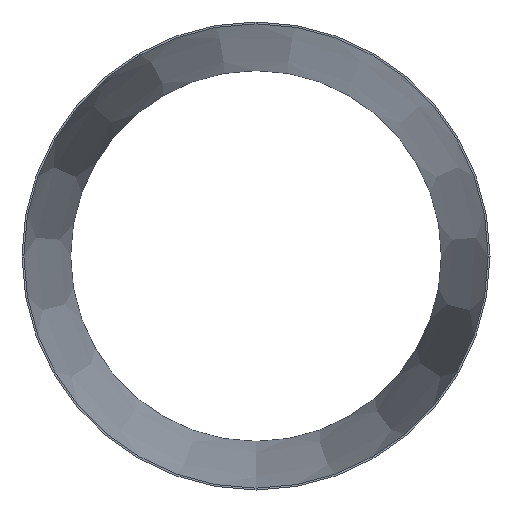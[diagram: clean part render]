
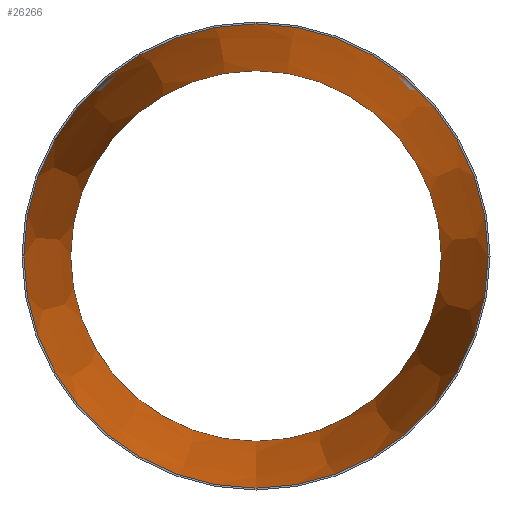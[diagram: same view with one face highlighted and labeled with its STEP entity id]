
A CAD part, front view. The second image highlights one B-rep face of the part: STEP entity #26266.
In plain terms, the highlighted conical face has half-angle 5.711 degrees and reference radius 251.99 mm.
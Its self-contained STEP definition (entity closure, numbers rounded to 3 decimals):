
#6434 = DIRECTION ( 'NONE',  ( 0., -1., 0. ) ) ;
#6637 = FACE_BOUND ( 'NONE', #27985, .T. ) ;
#7559 = CIRCLE ( 'NONE', #20848, 201.19 ) ;
#9133 = VERTEX_POINT ( 'NONE', #17178 ) ;
#11641 = CIRCLE ( 'NONE', #14015, 251.99 ) ;
#14015 = AXIS2_PLACEMENT_3D ( 'NONE', #24992, #16918, #43231 ) ;
#14653 = DIRECTION ( 'NONE',  ( 0., 0., -1. ) ) ;
#16674 = CARTESIAN_POINT ( 'NONE',  ( 0., 508., 0. ) ) ;
#16719 = EDGE_CURVE ( 'NONE', #9133, #9133, #7559, .T. ) ;
#16918 = DIRECTION ( 'NONE',  ( 0., -1., 0. ) ) ;
#17178 = CARTESIAN_POINT ( 'NONE',  ( 0., 508., -201.19 ) ) ;
#17674 = EDGE_LOOP ( 'NONE', ( #30063 ) ) ;
#20848 = AXIS2_PLACEMENT_3D ( 'NONE', #16674, #6434, #21309 ) ;
#21309 = DIRECTION ( 'NONE',  ( 0., 0., -1. ) ) ;
#24992 = CARTESIAN_POINT ( 'NONE',  ( 0., 0., 0. ) ) ;
#25877 = DIRECTION ( 'NONE',  ( 0., -1., 0. ) ) ;
#26266 = ADVANCED_FACE ( 'NONE', ( #6637, #40246 ), #46634, .F. ) ;
#27804 = EDGE_CURVE ( 'NONE', #39347, #39347, #11641, .T. ) ;
#27985 = EDGE_LOOP ( 'NONE', ( #39801 ) ) ;
#27999 = AXIS2_PLACEMENT_3D ( 'NONE', #32239, #25877, #14653 ) ;
#30063 = ORIENTED_EDGE ( 'NONE', *, *, #27804, .T. ) ;
#32239 = CARTESIAN_POINT ( 'NONE',  ( 0., 0., 0. ) ) ;
#39347 = VERTEX_POINT ( 'NONE', #39594 ) ;
#39594 = CARTESIAN_POINT ( 'NONE',  ( 0., 0., -251.99 ) ) ;
#39801 = ORIENTED_EDGE ( 'NONE', *, *, #16719, .F. ) ;
#40246 = FACE_OUTER_BOUND ( 'NONE', #17674, .T. ) ;
#43231 = DIRECTION ( 'NONE',  ( 0., 0., -1. ) ) ;
#46634 = CONICAL_SURFACE ( 'NONE', #27999, 251.99, 0.1 ) ;
